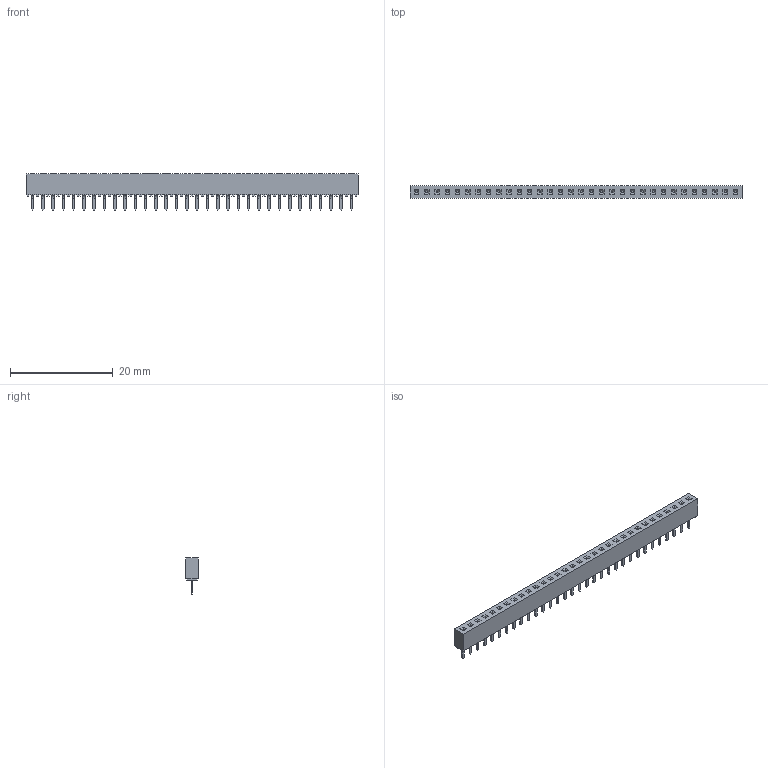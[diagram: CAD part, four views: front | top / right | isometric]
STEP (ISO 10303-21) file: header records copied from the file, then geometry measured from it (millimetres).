
FILE_DESCRIPTION(/* description */ ('Unknown'),/* implementation_level */ '2;1');
FILE_NAME(/* name */ 'J_Wurth_WR-PHD_62003211821',/* time_stamp */ '2025-04-24T17:37:00+08:00',/* author */ ('Unknown'),/* organization */ ('Unknown'),/* preprocessor_version */ 'ST-DEVELOPER v19.4',/* originating_system */ 'Solid Edge',/* authorisation */ 'Unknown');
FILE_SCHEMA (('AUTOMOTIVE_DESIGN {1 0 10303 214 3 1 1}'));
Products named in the file (2): J_Wurth_WR-PHD_62003211821
Assembly tree (1 placements, depth 2):
  J_Wurth_WR-PHD_62003211821
    J_Wurth_WR-PHD_62003211821
Bounding box: 64.5 x 2.5 x 7 mm (x, y, z)
Volume: 464.7 mm3; surface area: 2277.6 mm2
Topology: 33 solids, 33 shells, 2763 faces, 7576 edges, 4880 vertices
Faces by surface type: plane 1739, cylinder 896, bspline 128
Entity records: 88188 total; most frequent: CARTESIAN_POINT 17141, ORIENTED_EDGE 15152, DIRECTION 14386, EDGE_CURVE 7576, LINE 5528, VECTOR 5528, VERTEX_POINT 4880, AXIS2_PLACEMENT_3D 4429
